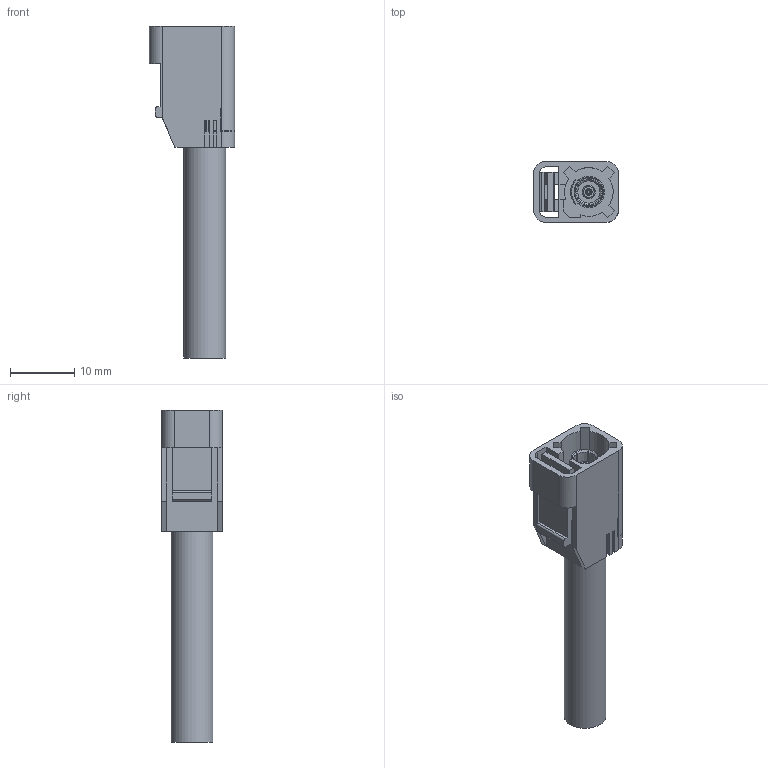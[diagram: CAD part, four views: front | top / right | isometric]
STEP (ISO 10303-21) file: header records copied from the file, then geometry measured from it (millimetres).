
FILE_DESCRIPTION(/* description */ (''),/* implementation_level */ '2;1');
FILE_NAME(/* name */ '734036270 v2.step',/* time_stamp */ '2022-06-06T10:00:30-04:00',/* author */ (''),/* organization */ (''),/* preprocessor_version */ 'ST-DEVELOPER v18.1',/* originating_system */ 'Autodesk Translation Framework v10.14.0.1471',/* authorisation */ '');
FILE_SCHEMA (('AUTOMOTIVE_DESIGN { 1 0 10303 214 3 1 1 }'));
Length unit declared in the file: millimetre
Products named in the file (1): 734036270
Bounding box: 13.28 x 9.5 x 51.72 mm (x, y, z)
Volume: 2121.6 mm3; surface area: 3437.4 mm2
Topology: 2 solids, 2 shells, 281 faces, 822 edges, 536 vertices
Faces by surface type: plane 179, cone 50, cylinder 46, bspline 6
Full cylindrical faces by diameter (mm): 1.05 x1, 2.02 x1, 2.59 x1, 3.861 x2, 4.55 x1, 5.66 x1, 5.7 x1, 6.496 x2
Entity records: 12038 total; most frequent: CARTESIAN_POINT 4332, ORIENTED_EDGE 1644, DIRECTION 1482, EDGE_CURVE 822, LINE 586, VECTOR 586, VERTEX_POINT 536, AXIS2_PLACEMENT_3D 448
